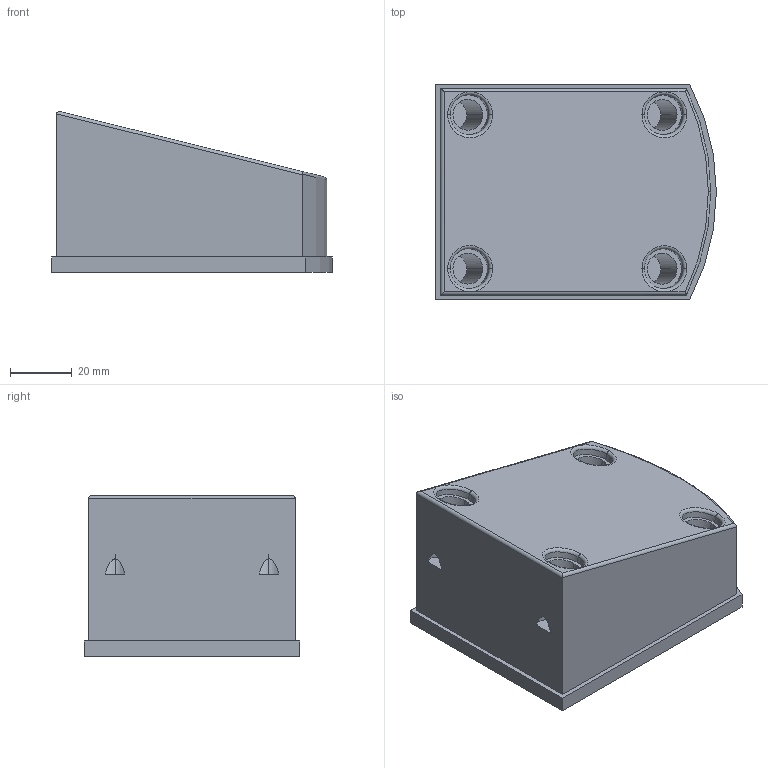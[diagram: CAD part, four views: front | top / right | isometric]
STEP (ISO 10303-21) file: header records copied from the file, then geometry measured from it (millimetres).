
FILE_DESCRIPTION (( 'STEP AP214' ), '1' );
FILE_NAME ('Joint_1_top_cap.STEP', '2024-07-02T05:42:51', ( '' ), ( '' ), 'SwSTEP 2.0', 'SolidWorks 2022', '' );
FILE_SCHEMA (( 'AUTOMOTIVE_DESIGN' ));
Length unit declared in the file: millimetre
Products named in the file (1): Joint_1_top_cap
Bounding box: 91.2 x 70 x 52.23 mm (x, y, z)
Volume: 233536.3 mm3; surface area: 28074 mm2
Topology: 1 solids, 1 shells, 48 faces, 117 edges, 74 vertices
Faces by surface type: cylinder 21, plane 17, torus 8, bspline 2
Entity records: 1499 total; most frequent: CARTESIAN_POINT 320, DIRECTION 255, ORIENTED_EDGE 234, EDGE_CURVE 117, AXIS2_PLACEMENT_3D 105, VERTEX_POINT 74, CIRCLE 58, EDGE_LOOP 55
